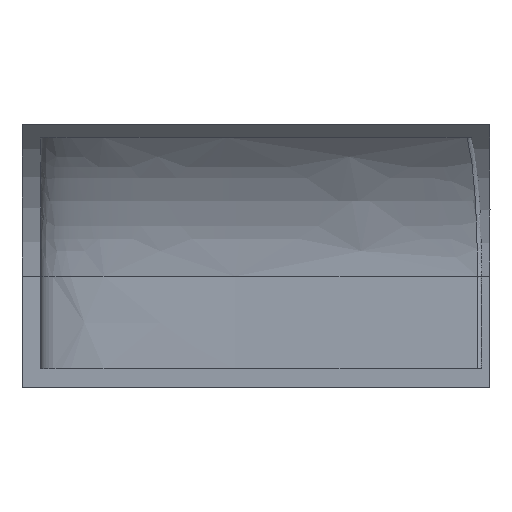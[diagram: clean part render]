
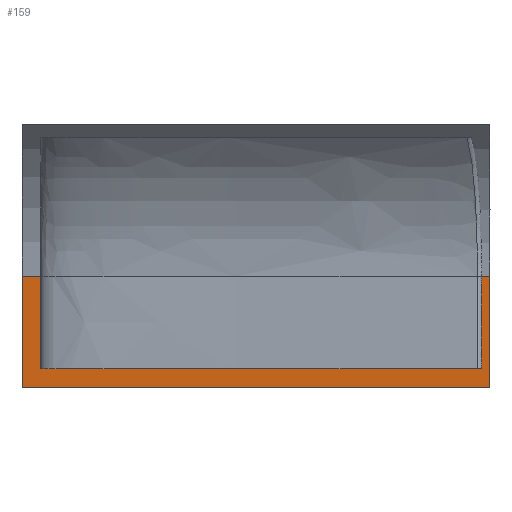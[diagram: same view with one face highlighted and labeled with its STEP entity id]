
A CAD part, front view. The second image highlights one B-rep face of the part: STEP entity #159.
In plain terms, the highlighted planar face has unit normal (0.114, 0.993, 0).
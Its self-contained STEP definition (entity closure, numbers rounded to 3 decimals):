
#14=LINE('',#2837,#19);
#15=LINE('',#2840,#20);
#16=LINE('',#2842,#21);
#17=LINE('',#2843,#22);
#19=VECTOR('',#187,10.);
#20=VECTOR('',#190,10.);
#21=VECTOR('',#191,10.);
#22=VECTOR('',#192,10.);
#30=PLANE('',#177);
#43=FACE_OUTER_BOUND('',#53,.T.);
#53=EDGE_LOOP('',(#141,#142,#143,#144));
#79=VERTEX_POINT('',#2701);
#82=VERTEX_POINT('',#2772);
#83=VERTEX_POINT('',#2839);
#84=VERTEX_POINT('',#2841);
#103=EDGE_CURVE('',#79,#82,#14,.T.);
#104=EDGE_CURVE('',#83,#79,#15,.T.);
#105=EDGE_CURVE('',#84,#82,#16,.T.);
#106=EDGE_CURVE('',#83,#84,#17,.T.);
#141=ORIENTED_EDGE('',*,*,#104,.T.);
#142=ORIENTED_EDGE('',*,*,#103,.T.);
#143=ORIENTED_EDGE('',*,*,#105,.F.);
#144=ORIENTED_EDGE('',*,*,#106,.F.);
#159=ADVANCED_FACE('',(#43),#30,.T.);
#177=AXIS2_PLACEMENT_3D('',#2838,#188,#189);
#187=DIRECTION('',(0.993,-0.114,0.));
#188=DIRECTION('center_axis',(0.114,0.993,0.));
#189=DIRECTION('ref_axis',(0.,0.,1.));
#190=DIRECTION('',(0.,0.,1.));
#191=DIRECTION('',(0.,0.,1.));
#192=DIRECTION('',(0.993,-0.114,0.));
#2701=CARTESIAN_POINT('',(-9.934,1.144,50.));
#2772=CARTESIAN_POINT('',(242.443,-27.917,50.));
#2837=CARTESIAN_POINT('',(0.,0.,50.));
#2838=CARTESIAN_POINT('Origin',(0.,0.,0.));
#2839=CARTESIAN_POINT('',(-9.934,1.144,-10.));
#2840=CARTESIAN_POINT('',(-9.934,1.144,0.));
#2841=CARTESIAN_POINT('',(242.443,-27.917,-10.));
#2842=CARTESIAN_POINT('',(242.443,-27.917,0.));
#2843=CARTESIAN_POINT('',(0.,0.,-10.));
